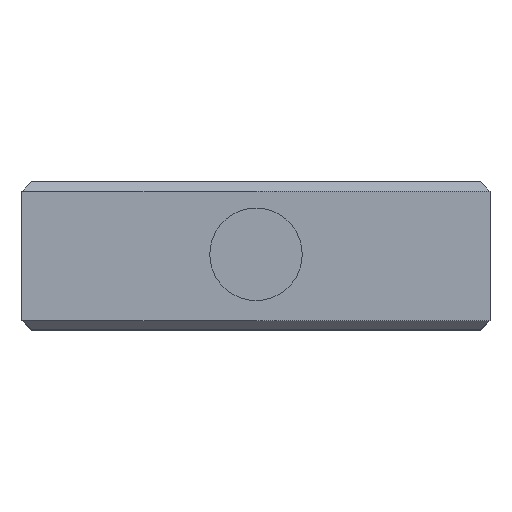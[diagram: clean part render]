
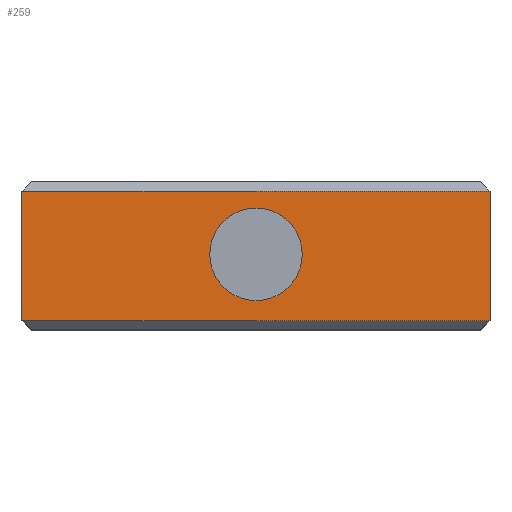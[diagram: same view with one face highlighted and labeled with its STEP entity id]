
A CAD part, top view. The second image highlights one B-rep face of the part: STEP entity #259.
In plain terms, the highlighted planar face has unit normal (0, 0, 1).
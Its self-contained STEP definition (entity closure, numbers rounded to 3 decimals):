
#22=CIRCLE('',#291,7.5);
#30=ORIENTED_EDGE('',*,*,#94,.F.);
#31=ORIENTED_EDGE('',*,*,#92,.F.);
#32=ORIENTED_EDGE('',*,*,#95,.T.);
#33=ORIENTED_EDGE('',*,*,#96,.T.);
#34=ORIENTED_EDGE('',*,*,#97,.T.);
#92=EDGE_CURVE('',#124,#125,#144,.T.);
#94=EDGE_CURVE('',#126,#126,#22,.T.);
#95=EDGE_CURVE('',#124,#127,#146,.T.);
#96=EDGE_CURVE('',#127,#128,#147,.T.);
#97=EDGE_CURVE('',#128,#125,#148,.T.);
#124=VERTEX_POINT('',#391);
#125=VERTEX_POINT('',#393);
#126=VERTEX_POINT('',#397);
#127=VERTEX_POINT('',#399);
#128=VERTEX_POINT('',#401);
#144=LINE('',#392,#172);
#146=LINE('',#398,#174);
#147=LINE('',#400,#175);
#148=LINE('',#402,#176);
#172=VECTOR('',#317,1000.);
#174=VECTOR('',#323,1000.);
#175=VECTOR('',#324,1000.);
#176=VECTOR('',#325,1000.);
#199=EDGE_LOOP('',(#30));
#200=EDGE_LOOP('',(#31,#32,#33,#34));
#221=FACE_BOUND('',#199,.T.);
#222=FACE_BOUND('',#200,.T.);
#243=PLANE('',#290);
#259=ADVANCED_FACE('',(#221,#222),#243,.T.);
#290=AXIS2_PLACEMENT_3D('',#395,#319,#320);
#291=AXIS2_PLACEMENT_3D('',#396,#321,#322);
#317=DIRECTION('',(0.,-1.,0.));
#319=DIRECTION('',(0.,0.,1.));
#320=DIRECTION('',(1.,0.,0.));
#321=DIRECTION('',(0.,0.,1.));
#322=DIRECTION('',(1.,0.,0.));
#323=DIRECTION('',(-1.,0.,0.));
#324=DIRECTION('',(0.,-1.,0.));
#325=DIRECTION('',(1.,0.,0.));
#391=CARTESIAN_POINT('',(126.5,75.,61.));
#392=CARTESIAN_POINT('',(126.5,80.,61.));
#393=CARTESIAN_POINT('',(126.5,5.,61.));
#395=CARTESIAN_POINT('',(126.5,80.,61.));
#396=CARTESIAN_POINT('',(0.,40.,61.));
#397=CARTESIAN_POINT('',(7.5,40.,61.));
#398=CARTESIAN_POINT('',(-126.5,75.,61.));
#399=CARTESIAN_POINT('',(-126.5,75.,61.));
#400=CARTESIAN_POINT('',(-126.5,80.,61.));
#401=CARTESIAN_POINT('',(-126.5,5.,61.));
#402=CARTESIAN_POINT('',(126.5,5.,61.));
